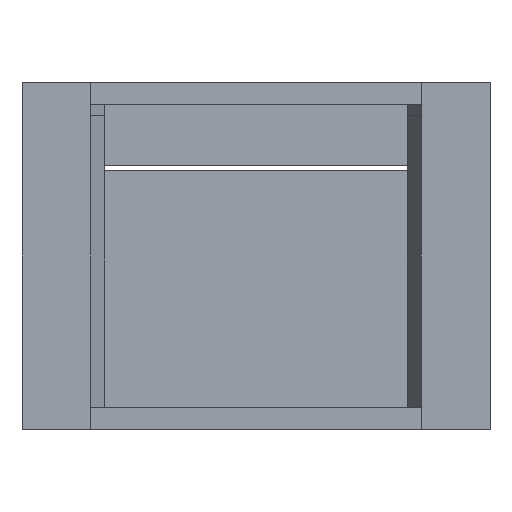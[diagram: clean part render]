
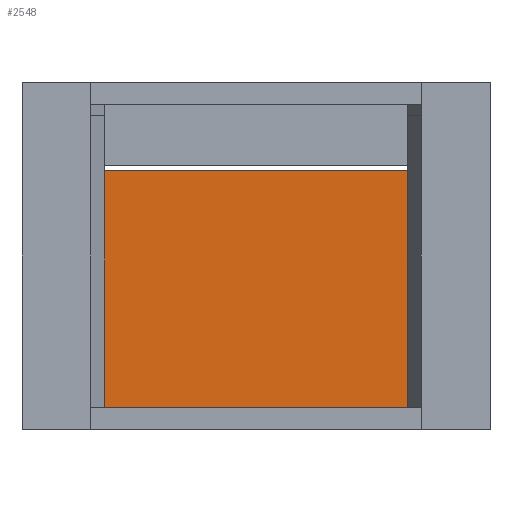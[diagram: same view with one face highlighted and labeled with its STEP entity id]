
A CAD part, front view. The second image highlights one B-rep face of the part: STEP entity #2548.
In plain terms, the highlighted planar face has unit normal (0, -1, 0).
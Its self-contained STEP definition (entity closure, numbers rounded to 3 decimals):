
#493 = PLANE('',#494);
#494 = AXIS2_PLACEMENT_3D('',#495,#496,#497);
#495 = CARTESIAN_POINT('',(0.,20.037,9.4));
#496 = DIRECTION('',(0.,0.,1.));
#497 = DIRECTION('',(0.,1.,0.));
#1410 = PLANE('',#1411);
#1411 = AXIS2_PLACEMENT_3D('',#1412,#1413,#1414);
#1412 = CARTESIAN_POINT('',(0.,14.263,0.8));
#1413 = DIRECTION('',(0.,0.,1.));
#1414 = DIRECTION('',(1.,0.,0.));
#1530 = VERTEX_POINT('',#1531);
#1531 = CARTESIAN_POINT('',(-5.5,30.,9.4));
#1557 = EDGE_CURVE('',#1558,#1530,#1560,.T.);
#1558 = VERTEX_POINT('',#1559);
#1559 = CARTESIAN_POINT('',(5.5,30.,9.4));
#1560 = SURFACE_CURVE('',#1561,(#1565,#1572),.PCURVE_S1.);
#1561 = LINE('',#1562,#1563);
#1562 = CARTESIAN_POINT('',(40.447,30.,9.4));
#1563 = VECTOR('',#1564,1.);
#1564 = DIRECTION('',(-1.,0.,0.));
#1565 = PCURVE('',#493,#1566);
#1566 = DEFINITIONAL_REPRESENTATION('',(#1567),#1571);
#1567 = LINE('',#1568,#1569);
#1568 = CARTESIAN_POINT('',(9.963,-40.447));
#1569 = VECTOR('',#1570,1.);
#1570 = DIRECTION('',(0.,1.));
#1571 = ( GEOMETRIC_REPRESENTATION_CONTEXT(2) 
PARAMETRIC_REPRESENTATION_CONTEXT() REPRESENTATION_CONTEXT('2D SPACE',''
  ) );
#1572 = PCURVE('',#1573,#1578);
#1573 = PLANE('',#1574);
#1574 = AXIS2_PLACEMENT_3D('',#1575,#1576,#1577);
#1575 = CARTESIAN_POINT('',(-5.5,30.,12.6));
#1576 = DIRECTION('',(0.,-1.,0.));
#1577 = DIRECTION('',(1.,0.,0.));
#1578 = DEFINITIONAL_REPRESENTATION('',(#1579),#1583);
#1579 = LINE('',#1580,#1581);
#1580 = CARTESIAN_POINT('',(45.947,-3.2));
#1581 = VECTOR('',#1582,1.);
#1582 = DIRECTION('',(-1.,0.));
#1583 = ( GEOMETRIC_REPRESENTATION_CONTEXT(2) 
PARAMETRIC_REPRESENTATION_CONTEXT() REPRESENTATION_CONTEXT('2D SPACE',''
  ) );
#1997 = PLANE('',#1998);
#1998 = AXIS2_PLACEMENT_3D('',#1999,#2000,#2001);
#1999 = CARTESIAN_POINT('',(-5.5,2.732,12.6));
#2000 = DIRECTION('',(1.,0.,0.));
#2001 = DIRECTION('',(0.,1.,0.));
#2074 = PLANE('',#2075);
#2075 = AXIS2_PLACEMENT_3D('',#2076,#2077,#2078);
#2076 = CARTESIAN_POINT('',(5.5,30.,12.6));
#2077 = DIRECTION('',(-1.,0.,0.));
#2078 = DIRECTION('',(0.,-1.,0.));
#2193 = VERTEX_POINT('',#2194);
#2194 = CARTESIAN_POINT('',(-5.5,30.,0.8));
#2215 = EDGE_CURVE('',#2193,#2216,#2218,.T.);
#2216 = VERTEX_POINT('',#2217);
#2217 = CARTESIAN_POINT('',(5.5,30.,0.8));
#2218 = SURFACE_CURVE('',#2219,(#2223,#2230),.PCURVE_S1.);
#2219 = LINE('',#2220,#2221);
#2220 = CARTESIAN_POINT('',(-5.5,30.,0.8));
#2221 = VECTOR('',#2222,1.);
#2222 = DIRECTION('',(1.,0.,0.));
#2223 = PCURVE('',#1410,#2224);
#2224 = DEFINITIONAL_REPRESENTATION('',(#2225),#2229);
#2225 = LINE('',#2226,#2227);
#2226 = CARTESIAN_POINT('',(-5.5,15.737));
#2227 = VECTOR('',#2228,1.);
#2228 = DIRECTION('',(1.,0.));
#2229 = ( GEOMETRIC_REPRESENTATION_CONTEXT(2) 
PARAMETRIC_REPRESENTATION_CONTEXT() REPRESENTATION_CONTEXT('2D SPACE',''
  ) );
#2230 = PCURVE('',#1573,#2231);
#2231 = DEFINITIONAL_REPRESENTATION('',(#2232),#2236);
#2232 = LINE('',#2233,#2234);
#2233 = CARTESIAN_POINT('',(0.,-11.8));
#2234 = VECTOR('',#2235,1.);
#2235 = DIRECTION('',(1.,0.));
#2236 = ( GEOMETRIC_REPRESENTATION_CONTEXT(2) 
PARAMETRIC_REPRESENTATION_CONTEXT() REPRESENTATION_CONTEXT('2D SPACE',''
  ) );
#2548 = ADVANCED_FACE('',(#2549),#1573,.T.);
#2549 = FACE_BOUND('',#2550,.T.);
#2550 = EDGE_LOOP('',(#2551,#2552,#2573,#2574));
#2551 = ORIENTED_EDGE('',*,*,#1557,.T.);
#2552 = ORIENTED_EDGE('',*,*,#2553,.T.);
#2553 = EDGE_CURVE('',#1530,#2193,#2554,.T.);
#2554 = SURFACE_CURVE('',#2555,(#2559,#2566),.PCURVE_S1.);
#2555 = LINE('',#2556,#2557);
#2556 = CARTESIAN_POINT('',(-5.5,30.,12.6));
#2557 = VECTOR('',#2558,1.);
#2558 = DIRECTION('',(-0.,-0.,-1.));
#2559 = PCURVE('',#1573,#2560);
#2560 = DEFINITIONAL_REPRESENTATION('',(#2561),#2565);
#2561 = LINE('',#2562,#2563);
#2562 = CARTESIAN_POINT('',(0.,0.));
#2563 = VECTOR('',#2564,1.);
#2564 = DIRECTION('',(0.,-1.));
#2565 = ( GEOMETRIC_REPRESENTATION_CONTEXT(2) 
PARAMETRIC_REPRESENTATION_CONTEXT() REPRESENTATION_CONTEXT('2D SPACE',''
  ) );
#2566 = PCURVE('',#1997,#2567);
#2567 = DEFINITIONAL_REPRESENTATION('',(#2568),#2572);
#2568 = LINE('',#2569,#2570);
#2569 = CARTESIAN_POINT('',(27.268,0.));
#2570 = VECTOR('',#2571,1.);
#2571 = DIRECTION('',(0.,-1.));
#2572 = ( GEOMETRIC_REPRESENTATION_CONTEXT(2) 
PARAMETRIC_REPRESENTATION_CONTEXT() REPRESENTATION_CONTEXT('2D SPACE',''
  ) );
#2573 = ORIENTED_EDGE('',*,*,#2215,.T.);
#2574 = ORIENTED_EDGE('',*,*,#2575,.F.);
#2575 = EDGE_CURVE('',#1558,#2216,#2576,.T.);
#2576 = SURFACE_CURVE('',#2577,(#2581,#2588),.PCURVE_S1.);
#2577 = LINE('',#2578,#2579);
#2578 = CARTESIAN_POINT('',(5.5,30.,12.6));
#2579 = VECTOR('',#2580,1.);
#2580 = DIRECTION('',(-0.,-0.,-1.));
#2581 = PCURVE('',#1573,#2582);
#2582 = DEFINITIONAL_REPRESENTATION('',(#2583),#2587);
#2583 = LINE('',#2584,#2585);
#2584 = CARTESIAN_POINT('',(11.,0.));
#2585 = VECTOR('',#2586,1.);
#2586 = DIRECTION('',(0.,-1.));
#2587 = ( GEOMETRIC_REPRESENTATION_CONTEXT(2) 
PARAMETRIC_REPRESENTATION_CONTEXT() REPRESENTATION_CONTEXT('2D SPACE',''
  ) );
#2588 = PCURVE('',#2074,#2589);
#2589 = DEFINITIONAL_REPRESENTATION('',(#2590),#2594);
#2590 = LINE('',#2591,#2592);
#2591 = CARTESIAN_POINT('',(0.,0.));
#2592 = VECTOR('',#2593,1.);
#2593 = DIRECTION('',(0.,-1.));
#2594 = ( GEOMETRIC_REPRESENTATION_CONTEXT(2) 
PARAMETRIC_REPRESENTATION_CONTEXT() REPRESENTATION_CONTEXT('2D SPACE',''
  ) );
